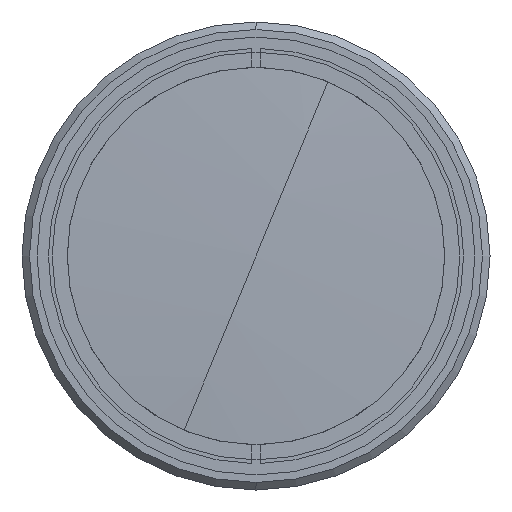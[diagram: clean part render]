
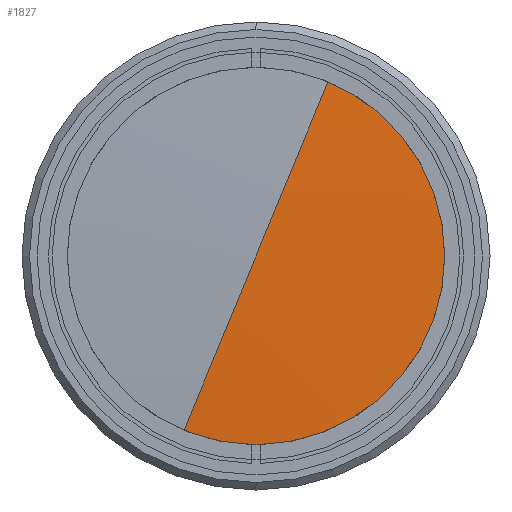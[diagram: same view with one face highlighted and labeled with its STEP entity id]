
A CAD part, left-side view. The second image highlights one B-rep face of the part: STEP entity #1827.
In plain terms, the highlighted spherical face has radius 461.2 mm.
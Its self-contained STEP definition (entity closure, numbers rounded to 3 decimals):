
#18 = AXIS2_PLACEMENT_3D ( 'NONE', #356, #1739, #2189 ) ;
#23 = CARTESIAN_POINT ( 'NONE',  ( 2.305, 0., 0. ) ) ;
#55 = ORIENTED_EDGE ( 'NONE', *, *, #2186, .F. ) ;
#238 = CARTESIAN_POINT ( 'NONE',  ( 1.571, 0., 0. ) ) ;
#356 = CARTESIAN_POINT ( 'NONE',  ( 462.771, 0., 0. ) ) ;
#519 = CIRCLE ( 'NONE', #18, 461.2 ) ;
#583 = DIRECTION ( 'NONE',  ( 0., 0.924, 0.382 ) ) ;
#632 = ORIENTED_EDGE ( 'NONE', *, *, #648, .T. ) ;
#648 = EDGE_CURVE ( 'NONE', #1216, #1045, #1955, .T. ) ;
#733 = EDGE_CURVE ( 'NONE', #1045, #1924, #1645, .T. ) ;
#804 = FACE_OUTER_BOUND ( 'NONE', #1698, .T. ) ;
#867 = AXIS2_PLACEMENT_3D ( 'NONE', #947, #1251, #959 ) ;
#947 = CARTESIAN_POINT ( 'NONE',  ( 462.771, 0., 0. ) ) ;
#959 = DIRECTION ( 'NONE',  ( 0., 0.382, -0.924 ) ) ;
#1045 = VERTEX_POINT ( 'NONE', #2237 ) ;
#1216 = VERTEX_POINT ( 'NONE', #1481 ) ;
#1251 = DIRECTION ( 'NONE',  ( 0., -0.924, -0.382 ) ) ;
#1372 = DIRECTION ( 'NONE',  ( -1., 0., 0. ) ) ;
#1481 = CARTESIAN_POINT ( 'NONE',  ( 2.305, 9.928, -24.03 ) ) ;
#1645 = CIRCLE ( 'NONE', #1902, 461.2 ) ;
#1671 = DIRECTION ( 'NONE',  ( 0., -0.924, -0.382 ) ) ;
#1698 = EDGE_LOOP ( 'NONE', ( #632, #1875, #55 ) ) ;
#1739 = DIRECTION ( 'NONE',  ( 0., 0.924, 0.382 ) ) ;
#1754 = AXIS2_PLACEMENT_3D ( 'NONE', #23, #1372, #583 ) ;
#1827 = ADVANCED_FACE ( 'NONE', ( #804 ), #2089, .T. ) ;
#1875 = ORIENTED_EDGE ( 'NONE', *, *, #733, .T. ) ;
#1902 = AXIS2_PLACEMENT_3D ( 'NONE', #2179, #1671, #1983 ) ;
#1924 = VERTEX_POINT ( 'NONE', #238 ) ;
#1955 = CIRCLE ( 'NONE', #1754, 26. ) ;
#1983 = DIRECTION ( 'NONE',  ( 0., 0.382, -0.924 ) ) ;
#2089 = SPHERICAL_SURFACE ( 'NONE', #867, 461.2 ) ;
#2179 = CARTESIAN_POINT ( 'NONE',  ( 462.771, 0., 0. ) ) ;
#2186 = EDGE_CURVE ( 'NONE', #1216, #1924, #519, .T. ) ;
#2189 = DIRECTION ( 'NONE',  ( 0., -0.382, 0.924 ) ) ;
#2237 = CARTESIAN_POINT ( 'NONE',  ( 2.305, -9.928, 24.03 ) ) ;
